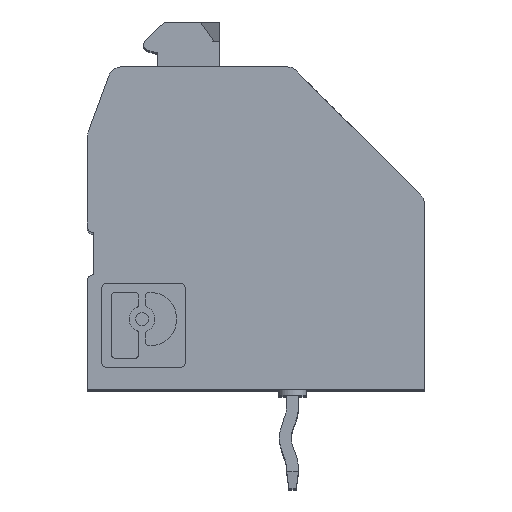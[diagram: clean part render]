
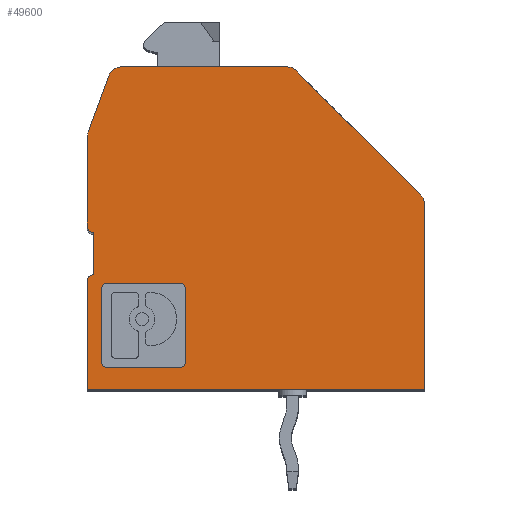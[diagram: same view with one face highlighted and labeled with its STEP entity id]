
A CAD part, top view. The second image highlights one B-rep face of the part: STEP entity #49600.
In plain terms, the highlighted planar face has unit normal (0, 0, 1).
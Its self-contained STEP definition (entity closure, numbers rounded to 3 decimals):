
#27450=CARTESIAN_POINT('',(1.224,11.5,6.43));
#27460=VERTEX_POINT('',#27450);
#27490=CARTESIAN_POINT('',(1.224,11.,6.43));
#27500=DIRECTION('',(0.,0.,1.));
#27510=DIRECTION('',(1.,0.,0.));
#27520=AXIS2_PLACEMENT_3D('',#27490,#27500,#27510);
#27530=CIRCLE('',#27520,0.5);
#27540=CARTESIAN_POINT('',(0.754,11.171,6.43));
#27550=VERTEX_POINT('',#27540);
#27560=EDGE_CURVE('',#27460,#27550,#27530,.T.);
#41080=CARTESIAN_POINT('',(7.446,11.354,6.43));
#41090=VERTEX_POINT('',#41080);
#41120=CARTESIAN_POINT('',(7.093,11.,6.43));
#41130=DIRECTION('',(0.,0.,-1.));
#41140=DIRECTION('',(-1.,0.,0.));
#41150=AXIS2_PLACEMENT_3D('',#41120,#41130,#41140);
#41160=CIRCLE('',#41150,0.5);
#41170=CARTESIAN_POINT('',(7.093,11.5,6.43));
#41180=VERTEX_POINT('',#41170);
#41190=EDGE_CURVE('',#41180,#41090,#41160,.T.);
#41420=CARTESIAN_POINT('',(0.5,9.012,6.43));
#41430=DIRECTION('',(0.,0.,1.));
#41440=DIRECTION('',(1.,0.,0.));
#41450=AXIS2_PLACEMENT_3D('',#41420,#41430,#41440);
#41460=CIRCLE('',#41450,0.5);
#41470=CARTESIAN_POINT('',(0.03,9.183,6.43));
#41480=VERTEX_POINT('',#41470);
#41490=CARTESIAN_POINT('',(0.,9.012,6.43));
#41500=VERTEX_POINT('',#41490);
#41510=EDGE_CURVE('',#41480,#41500,#41460,.T.);
#43300=CARTESIAN_POINT('',(12.,0.,6.43));
#43310=VERTEX_POINT('',#43300);
#43780=CARTESIAN_POINT('',(0.,0.,6.43));
#43790=VERTEX_POINT('',#43780);
#43820=CARTESIAN_POINT('',(0.,0.,6.43));
#43830=DIRECTION('',(-1.,0.,0.));
#43840=VECTOR('',#43830,1.);
#43850=LINE('',#43820,#43840);
#43860=EDGE_CURVE('',#43310,#43790,#43850,.T.);
#48040=CARTESIAN_POINT('',(11.439,0.,6.43));
#48050=DIRECTION('',(0.,0.,1.));
#48060=DIRECTION('',(1.,0.,0.));
#48070=AXIS2_PLACEMENT_3D('',#48040,#48050,#48060);
#48080=PLANE('',#48070);
#48090=CARTESIAN_POINT('',(0.,0.,6.43));
#48100=DIRECTION('',(0.,1.,0.));
#48110=VECTOR('',#48100,1.);
#48120=LINE('',#48090,#48110);
#48130=CARTESIAN_POINT('',(0.,3.9,6.43));
#48140=VERTEX_POINT('',#48130);
#48150=EDGE_CURVE('',#43790,#48140,#48120,.T.);
#48160=ORIENTED_EDGE('',*,*,#48150,.F.);
#48170=CARTESIAN_POINT('',(0.2,3.9,6.43));
#48180=DIRECTION('',(0.,0.,1.));
#48190=DIRECTION('',(1.,0.,0.));
#48200=AXIS2_PLACEMENT_3D('',#48170,#48180,#48190);
#48210=CIRCLE('',#48200,0.2);
#48220=CARTESIAN_POINT('',(0.2,4.1,6.43));
#48230=VERTEX_POINT('',#48220);
#48240=EDGE_CURVE('',#48230,#48140,#48210,.T.);
#48250=ORIENTED_EDGE('',*,*,#48240,.T.);
#48260=CARTESIAN_POINT('',(0.2,0.,6.43));
#48270=DIRECTION('',(0.,1.,0.));
#48280=VECTOR('',#48270,1.);
#48290=LINE('',#48260,#48280);
#48300=CARTESIAN_POINT('',(0.2,5.6,6.43));
#48310=VERTEX_POINT('',#48300);
#48320=EDGE_CURVE('',#48230,#48310,#48290,.T.);
#48330=ORIENTED_EDGE('',*,*,#48320,.F.);
#48340=CARTESIAN_POINT('',(0.2,5.8,6.43));
#48350=DIRECTION('',(0.,0.,-1.));
#48360=DIRECTION('',(-1.,0.,0.));
#48370=AXIS2_PLACEMENT_3D('',#48340,#48350,#48360);
#48380=CIRCLE('',#48370,0.2);
#48390=CARTESIAN_POINT('',(0.,5.8,6.43));
#48400=VERTEX_POINT('',#48390);
#48410=EDGE_CURVE('',#48310,#48400,#48380,.T.);
#48420=ORIENTED_EDGE('',*,*,#48410,.F.);
#48430=CARTESIAN_POINT('',(0.,0.,6.43));
#48440=DIRECTION('',(0.,1.,0.));
#48450=VECTOR('',#48440,1.);
#48460=LINE('',#48430,#48450);
#48470=EDGE_CURVE('',#48400,#41500,#48460,.T.);
#48480=ORIENTED_EDGE('',*,*,#48470,.F.);
#48490=ORIENTED_EDGE('',*,*,#41510,.T.);
#48500=CARTESIAN_POINT('',(-3.312,0.,6.43));
#48510=DIRECTION('',(0.342,0.94,0.));
#48520=VECTOR('',#48510,1.);
#48530=LINE('',#48500,#48520);
#48540=EDGE_CURVE('',#41480,#27550,#48530,.T.);
#48550=ORIENTED_EDGE('',*,*,#48540,.F.);
#48560=ORIENTED_EDGE('',*,*,#27560,.T.);
#48570=CARTESIAN_POINT('',(0.,11.5,6.43));
#48580=DIRECTION('',(1.,0.,0.));
#48590=VECTOR('',#48580,1.);
#48600=LINE('',#48570,#48590);
#48610=EDGE_CURVE('',#27460,#41180,#48600,.T.);
#48620=ORIENTED_EDGE('',*,*,#48610,.F.);
#48630=ORIENTED_EDGE('',*,*,#41190,.F.);
#48640=CARTESIAN_POINT('',(0.,18.8,6.43));
#48650=DIRECTION('',(0.707,-0.707,0.));
#48660=VECTOR('',#48650,1.);
#48670=LINE('',#48640,#48660);
#48680=CARTESIAN_POINT('',(11.854,6.946,6.43));
#48690=VERTEX_POINT('',#48680);
#48700=EDGE_CURVE('',#41090,#48690,#48670,.T.);
#48710=ORIENTED_EDGE('',*,*,#48700,.F.);
#48720=CARTESIAN_POINT('',(11.5,6.593,6.43));
#48730=DIRECTION('',(0.,0.,1.));
#48740=DIRECTION('',(1.,0.,0.));
#48750=AXIS2_PLACEMENT_3D('',#48720,#48730,#48740);
#48760=CIRCLE('',#48750,0.5);
#48770=CARTESIAN_POINT('',(12.,6.593,6.43));
#48780=VERTEX_POINT('',#48770);
#48790=EDGE_CURVE('',#48780,#48690,#48760,.T.);
#48800=ORIENTED_EDGE('',*,*,#48790,.T.);
#48810=CARTESIAN_POINT('',(12.,0.,6.43));
#48820=DIRECTION('',(0.,-1.,0.));
#48830=VECTOR('',#48820,1.);
#48840=LINE('',#48810,#48830);
#48850=EDGE_CURVE('',#48780,#43310,#48840,.T.);
#48860=ORIENTED_EDGE('',*,*,#48850,.F.);
#48870=ORIENTED_EDGE('',*,*,#43860,.F.);
#48880=EDGE_LOOP('',(#48870,#48860,#48800,#48710,#48630,#48620,#48560,
#48550,#48490,#48480,#48420,#48330,#48250,#48160));
#48890=FACE_OUTER_BOUND('',#48880,.T.);
#48900=CARTESIAN_POINT('',(0.,0.8,6.43));
#48910=DIRECTION('',(1.,0.,0.));
#48920=VECTOR('',#48910,1.);
#48930=LINE('',#48900,#48920);
#48940=CARTESIAN_POINT('',(0.711,0.8,6.43));
#48950=VERTEX_POINT('',#48940);
#48960=CARTESIAN_POINT('',(3.289,0.8,6.43));
#48970=VERTEX_POINT('',#48960);
#48980=EDGE_CURVE('',#48950,#48970,#48930,.T.);
#48990=ORIENTED_EDGE('',*,*,#48980,.F.);
#49000=CARTESIAN_POINT('',(3.289,1.011,6.43));
#49010=DIRECTION('',(0.,0.,1.));
#49020=DIRECTION('',(1.,0.,0.));
#49030=AXIS2_PLACEMENT_3D('',#49000,#49010,#49020);
#49040=CIRCLE('',#49030,0.211);
#49050=CARTESIAN_POINT('',(3.5,1.011,6.43));
#49060=VERTEX_POINT('',#49050);
#49070=EDGE_CURVE('',#48970,#49060,#49040,.T.);
#49080=ORIENTED_EDGE('',*,*,#49070,.F.);
#49090=CARTESIAN_POINT('',(3.5,0.,6.43));
#49100=DIRECTION('',(0.,1.,0.));
#49110=VECTOR('',#49100,1.);
#49120=LINE('',#49090,#49110);
#49130=CARTESIAN_POINT('',(3.5,3.589,6.43));
#49140=VERTEX_POINT('',#49130);
#49150=EDGE_CURVE('',#49060,#49140,#49120,.T.);
#49160=ORIENTED_EDGE('',*,*,#49150,.F.);
#49170=CARTESIAN_POINT('',(3.289,3.589,6.43));
#49180=DIRECTION('',(0.,0.,1.));
#49190=DIRECTION('',(1.,0.,0.));
#49200=AXIS2_PLACEMENT_3D('',#49170,#49180,#49190);
#49210=CIRCLE('',#49200,0.211);
#49220=CARTESIAN_POINT('',(3.289,3.8,6.43));
#49230=VERTEX_POINT('',#49220);
#49240=EDGE_CURVE('',#49140,#49230,#49210,.T.);
#49250=ORIENTED_EDGE('',*,*,#49240,.F.);
#49260=CARTESIAN_POINT('',(0.,3.8,6.43));
#49270=DIRECTION('',(-1.,0.,0.));
#49280=VECTOR('',#49270,1.);
#49290=LINE('',#49260,#49280);
#49300=CARTESIAN_POINT('',(0.711,3.8,6.43));
#49310=VERTEX_POINT('',#49300);
#49320=EDGE_CURVE('',#49230,#49310,#49290,.T.);
#49330=ORIENTED_EDGE('',*,*,#49320,.F.);
#49340=CARTESIAN_POINT('',(0.711,3.589,6.43));
#49350=DIRECTION('',(0.,0.,1.));
#49360=DIRECTION('',(1.,0.,0.));
#49370=AXIS2_PLACEMENT_3D('',#49340,#49350,#49360);
#49380=CIRCLE('',#49370,0.211);
#49390=CARTESIAN_POINT('',(0.5,3.589,6.43));
#49400=VERTEX_POINT('',#49390);
#49410=EDGE_CURVE('',#49310,#49400,#49380,.T.);
#49420=ORIENTED_EDGE('',*,*,#49410,.F.);
#49430=CARTESIAN_POINT('',(0.5,0.,6.43));
#49440=DIRECTION('',(0.,-1.,0.));
#49450=VECTOR('',#49440,1.);
#49460=LINE('',#49430,#49450);
#49470=CARTESIAN_POINT('',(0.5,1.011,6.43));
#49480=VERTEX_POINT('',#49470);
#49490=EDGE_CURVE('',#49400,#49480,#49460,.T.);
#49500=ORIENTED_EDGE('',*,*,#49490,.F.);
#49510=CARTESIAN_POINT('',(0.711,1.011,6.43));
#49520=DIRECTION('',(0.,0.,1.));
#49530=DIRECTION('',(1.,0.,0.));
#49540=AXIS2_PLACEMENT_3D('',#49510,#49520,#49530);
#49550=CIRCLE('',#49540,0.211);
#49560=EDGE_CURVE('',#49480,#48950,#49550,.T.);
#49570=ORIENTED_EDGE('',*,*,#49560,.F.);
#49580=EDGE_LOOP('',(#49570,#49500,#49420,#49330,#49250,#49160,#49080,
#48990));
#49590=FACE_BOUND('',#49580,.T.);
#49600=ADVANCED_FACE('',(#48890,#49590),#48080,.T.);
